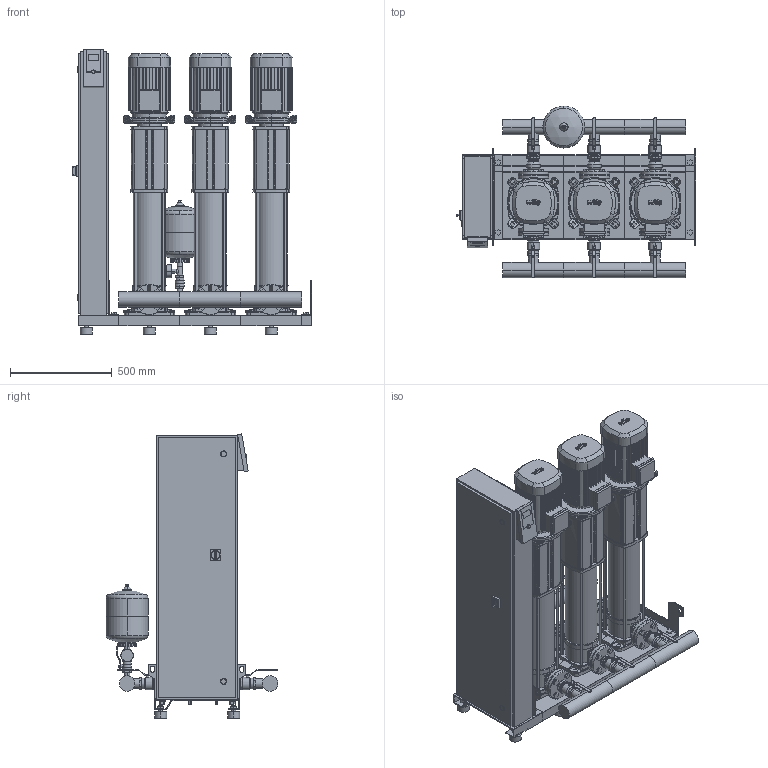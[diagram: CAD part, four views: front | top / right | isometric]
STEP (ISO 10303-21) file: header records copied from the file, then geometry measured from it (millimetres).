
FILE_DESCRIPTION((''),'2;1');
FILE_NAME('3d_SiBoostSmart3HELIXV1015-2536100.stp','2016-01-25T10:32:57',(''),(''),'Mechanical Desktop 2009','Mechanical Desktop 2009',', , ');
FILE_SCHEMA(('CONFIG_CONTROL_DESIGN'));
Length unit declared in the file: millimetre
Products named in the file (1): Product
Bounding box: 1180 x 845.05 x 1398.4 mm (x, y, z)
Volume: 193442829.3 mm3; surface area: 13081466.9 mm2
Topology: 168 solids, 168 shells, 6058 faces, 15825 edges, 10334 vertices
Faces by surface type: plane 2712, bspline 1966, cylinder 1006, cone 228, torus 128, sphere 18
Entity records: 195777 total; most frequent: CARTESIAN_POINT 47285, ORIENTED_EDGE 31614, DIRECTION 28448, EDGE_CURVE 15807, VECTOR 10860, LINE 10860, VERTEX_POINT 10323, AXIS2_PLACEMENT_3D 8794
